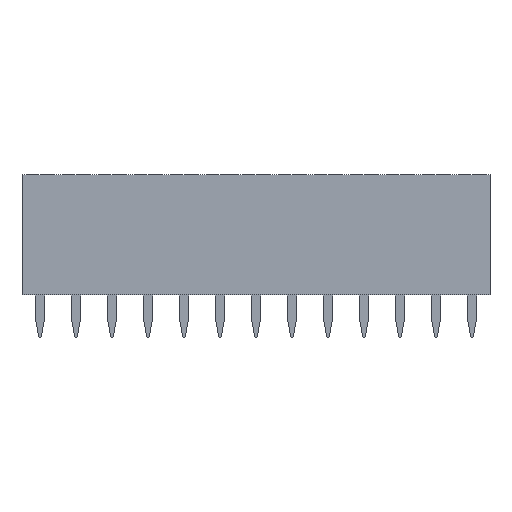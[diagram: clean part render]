
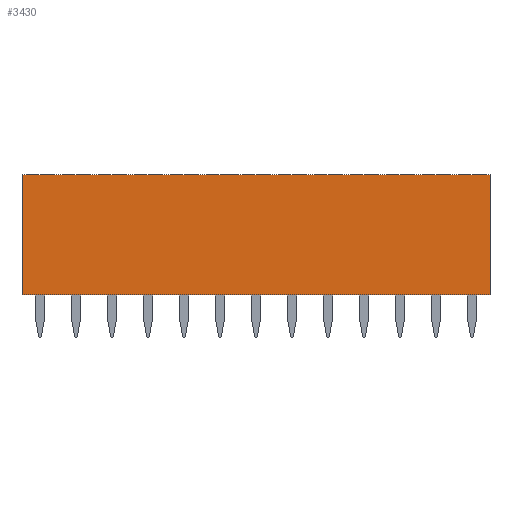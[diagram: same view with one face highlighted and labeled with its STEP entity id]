
A CAD part, left-side view. The second image highlights one B-rep face of the part: STEP entity #3430.
In plain terms, the highlighted planar face has unit normal (-1, 0, 0).
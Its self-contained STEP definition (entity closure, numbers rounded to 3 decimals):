
#2890 = VERTEX_POINT('',#2891);
#2891 = CARTESIAN_POINT('',(-1.27,1.27,8.5));
#2899 = EDGE_CURVE('',#2900,#2890,#2902,.T.);
#2900 = VERTEX_POINT('',#2901);
#2901 = CARTESIAN_POINT('',(-1.27,-31.75,8.5));
#2902 = LINE('',#2903,#2904);
#2903 = CARTESIAN_POINT('',(-1.27,-31.75,8.5));
#2904 = VECTOR('',#2905,1.);
#2905 = DIRECTION('',(0.,1.,0.));
#3372 = VERTEX_POINT('',#3373);
#3373 = CARTESIAN_POINT('',(-1.27,1.27,0.));
#3381 = EDGE_CURVE('',#3372,#2890,#3382,.T.);
#3382 = LINE('',#3383,#3384);
#3383 = CARTESIAN_POINT('',(-1.27,1.27,0.));
#3384 = VECTOR('',#3385,1.);
#3385 = DIRECTION('',(0.,0.,1.));
#3430 = ADVANCED_FACE('',(#3431),#3449,.T.);
#3431 = FACE_BOUND('',#3432,.T.);
#3432 = EDGE_LOOP('',(#3433,#3441,#3442,#3443));
#3433 = ORIENTED_EDGE('',*,*,#3434,.T.);
#3434 = EDGE_CURVE('',#3435,#2900,#3437,.T.);
#3435 = VERTEX_POINT('',#3436);
#3436 = CARTESIAN_POINT('',(-1.27,-31.75,0.));
#3437 = LINE('',#3438,#3439);
#3438 = CARTESIAN_POINT('',(-1.27,-31.75,0.));
#3439 = VECTOR('',#3440,1.);
#3440 = DIRECTION('',(0.,0.,1.));
#3441 = ORIENTED_EDGE('',*,*,#2899,.T.);
#3442 = ORIENTED_EDGE('',*,*,#3381,.F.);
#3443 = ORIENTED_EDGE('',*,*,#3444,.F.);
#3444 = EDGE_CURVE('',#3435,#3372,#3445,.T.);
#3445 = LINE('',#3446,#3447);
#3446 = CARTESIAN_POINT('',(-1.27,-31.75,0.));
#3447 = VECTOR('',#3448,1.);
#3448 = DIRECTION('',(0.,1.,0.));
#3449 = PLANE('',#3450);
#3450 = AXIS2_PLACEMENT_3D('',#3451,#3452,#3453);
#3451 = CARTESIAN_POINT('',(-1.27,-31.75,0.));
#3452 = DIRECTION('',(-1.,0.,0.));
#3453 = DIRECTION('',(0.,1.,0.));
